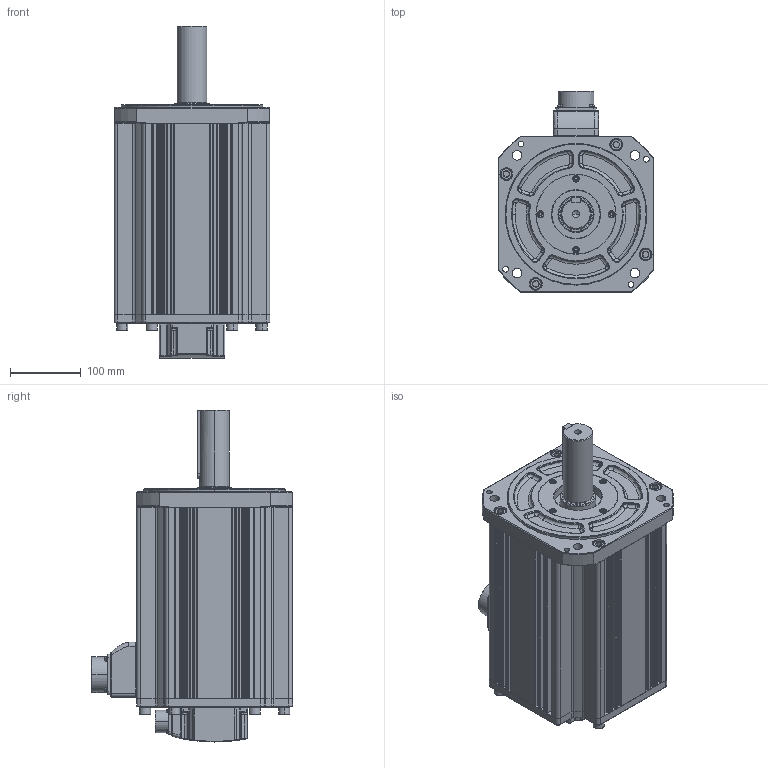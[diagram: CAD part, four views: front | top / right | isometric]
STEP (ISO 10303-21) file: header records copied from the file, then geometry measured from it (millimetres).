
FILE_DESCRIPTION (( 'STEP AP214' ), '1' );
FILE_NAME ('FM22GA001-3_Out Line(APM-FG110G_K).STEP', '2018-12-12T07:17:07', ( '' ), ( '' ), 'SwSTEP 2.0', 'SolidWorks 2011', '' );
FILE_SCHEMA (( 'AUTOMOTIVE_DESIGN' ));
Length unit declared in the file: millimetre
Products named in the file (1): FM22GA001-3_Out Line(APM-FG110G_K)
Bounding box: 220 x 283.7 x 468.5 mm (x, y, z)
Volume: 13402893.6 mm3; surface area: 826237.1 mm2
Topology: 57 solids, 57 shells, 2122 faces, 5291 edges, 3350 vertices
Faces by surface type: cylinder 838, plane 717, cone 273, torus 149, bspline 145
Entity records: 95601 total; most frequent: CARTESIAN_POINT 20683, DIRECTION 10959, ORIENTED_EDGE 10438, EDGE_CURVE 5219, AXIS2_PLACEMENT_3D 4238, VERTEX_POINT 3350, LINE 2483, VECTOR 2483
